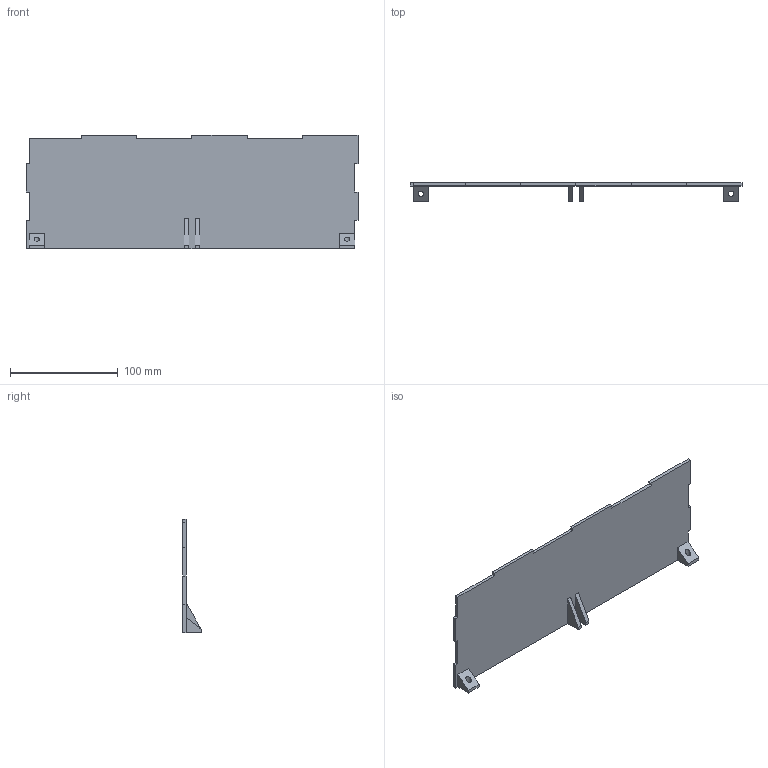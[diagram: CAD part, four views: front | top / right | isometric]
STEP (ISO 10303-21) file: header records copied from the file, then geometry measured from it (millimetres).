
FILE_DESCRIPTION (( 'STEP AP214' ), '1' );
FILE_NAME ('ïåðåäíÿÿ ïàíåëü.STEP', '2024-05-08T11:33:42', ( '' ), ( '' ), 'SwSTEP 2.0', 'SolidWorks 2023', '' );
FILE_SCHEMA (( 'AUTOMOTIVE_DESIGN' ));
Length unit declared in the file: millimetre
Products named in the file (1): передняя панель
Bounding box: 308 x 17 x 105 mm (x, y, z)
Volume: 99451 mm3; surface area: 67940.2 mm2
Topology: 1 solids, 1 shells, 47 faces, 135 edges, 90 vertices
Faces by surface type: plane 43, cylinder 4
Entity records: 1544 total; most frequent: CARTESIAN_POINT 285, ORIENTED_EDGE 270, DIRECTION 231, EDGE_CURVE 135, VECTOR 127, LINE 127, VERTEX_POINT 90, AXIS2_PLACEMENT_3D 52
